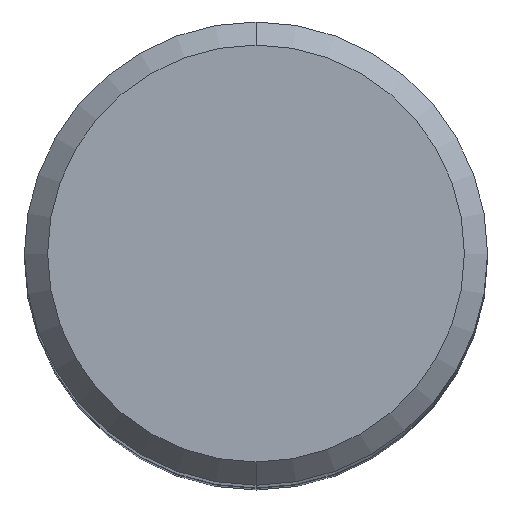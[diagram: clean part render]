
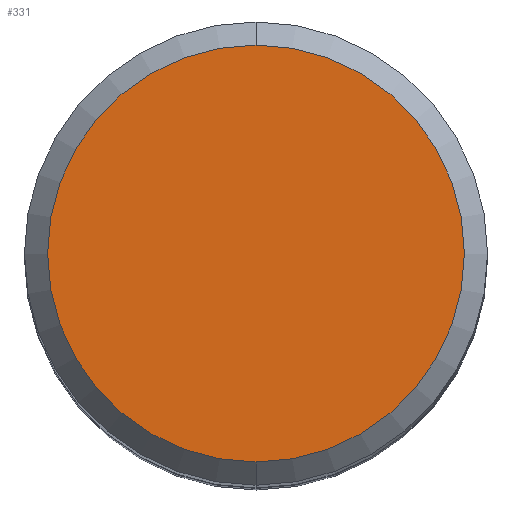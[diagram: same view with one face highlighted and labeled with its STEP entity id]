
A CAD part, top view. The second image highlights one B-rep face of the part: STEP entity #331.
In plain terms, the highlighted planar face has unit normal (0, 0, 1).
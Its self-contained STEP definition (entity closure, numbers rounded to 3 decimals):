
#331=ADVANCED_FACE('',(#659),#660,.T.);
#341=VERTEX_POINT('',#672);
#417=EDGE_CURVE('',#341,#473,#761,.T.);
#469=EDGE_CURVE('',#473,#341,#816,.T.);
#473=VERTEX_POINT('',#820);
#659=FACE_OUTER_BOUND('',#1295,.T.);
#660=PLANE('',#1296);
#672=CARTESIAN_POINT('',(0.0,9.0,0.0));
#761=CIRCLE('',#1517,9.0);
#816=CIRCLE('',#1635,9.0);
#820=CARTESIAN_POINT('',(0.,-9.0,0.0));
#1295=EDGE_LOOP('',(#1812,#1813));
#1296=AXIS2_PLACEMENT_3D('',#1814,#1815,#1816);
#1517=AXIS2_PLACEMENT_3D('',#1962,#1963,#1964);
#1635=AXIS2_PLACEMENT_3D('',#2001,#2002,#2003);
#1812=ORIENTED_EDGE('',*,*,#417,.F.);
#1813=ORIENTED_EDGE('',*,*,#469,.F.);
#1814=CARTESIAN_POINT('',(0.0,4.5,0.0));
#1815=DIRECTION('',(-0.0,0.0,1.0));
#1816=DIRECTION('',(0.0,-1.0,0.0));
#1962=CARTESIAN_POINT('',(0.0,0.0,0.0));
#1963=DIRECTION('',(0.0,0.0,-1.0));
#1964=DIRECTION('',(0.0,1.0,0.0));
#2001=CARTESIAN_POINT('',(0.0,0.0,0.0));
#2002=DIRECTION('',(0.0,0.0,-1.0));
#2003=DIRECTION('',(0.0,1.0,0.0));
